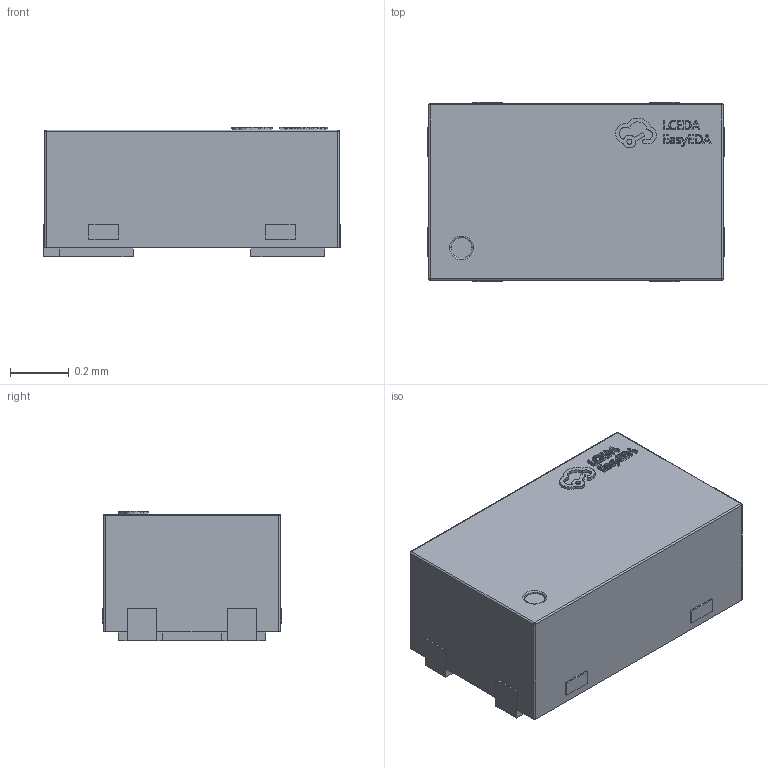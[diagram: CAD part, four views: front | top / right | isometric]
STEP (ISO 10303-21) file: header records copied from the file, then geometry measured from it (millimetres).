
FILE_DESCRIPTION (( 'STEP AP214' ), '1' );
FILE_NAME ('DFN1006-3L_L1.0-W0.6-H0.4-BL.step', '2022-06-30T13:38:06', ( '' ), ( '' ), 'SwSTEP 2.0', 'SolidWorks 2020', '' );
FILE_SCHEMA (( 'AUTOMOTIVE_DESIGN' ));
Length unit declared in the file: millimetre
Products named in the file (1): DFN1006-3L_L1.0-W0.6-H0.4-BL
Bounding box: 1.01 x 0.61 x 0.44 mm (x, y, z)
Volume: 0.2 mm3; surface area: 2.6 mm2
Topology: 1 solids, 1 shells, 359 faces, 965 edges, 636 vertices
Faces by surface type: plane 231, bspline 112, cylinder 10, sphere 4, torus 2
Entity records: 15635 total; most frequent: CARTESIAN_POINT 4061, ORIENTED_EDGE 1922, DIRECTION 1253, EDGE_CURVE 961, VECTOR 709, LINE 709, VERTEX_POINT 636, EDGE_LOOP 391
